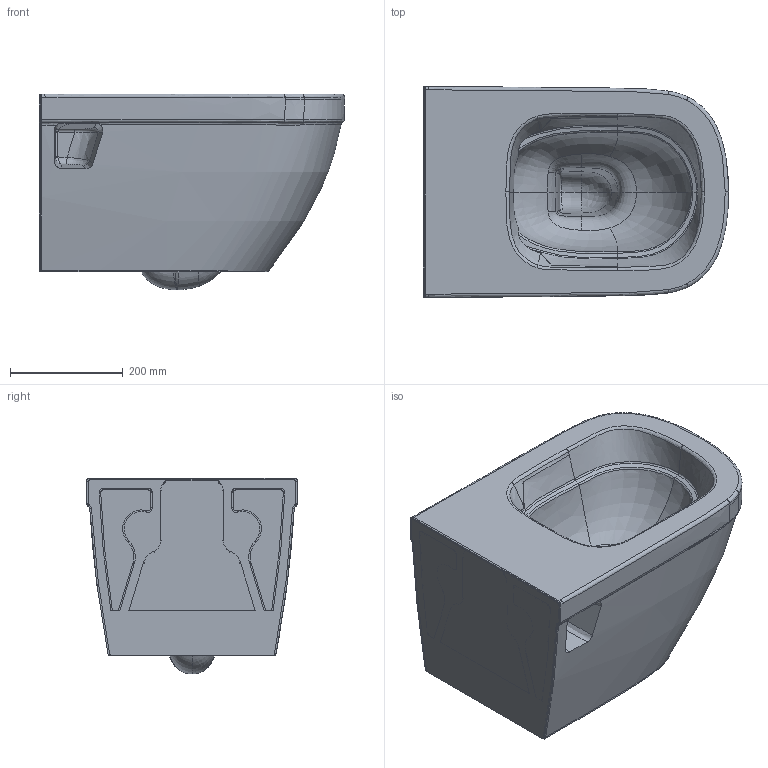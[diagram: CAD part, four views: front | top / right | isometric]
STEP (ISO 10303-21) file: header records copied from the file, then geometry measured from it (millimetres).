
FILE_DESCRIPTION(/* description */ ('Unknown'),/* implementation_level */ '2;1');
FILE_NAME(/* name */ '39538000',/* time_stamp */ '2022-09-07T14:06:45+02:00',/* author */ ('Unknown'),/* organization */ ('GROHE AG'),/* preprocessor_version */ 'ST-DEVELOPER v16.7',/* originating_system */ 'DEX',/* authorisation */ $);
FILE_SCHEMA (('AUTOMOTIVE_DESIGN {1 0 10303 214 3 1 1}'));
Products named in the file (2): 39538000; 1
Assembly tree (1 placements, depth 2):
  39538000
    1
Bounding box: 541.68 x 374.83 x 347.52 mm (x, y, z)
Volume: 33942300.3 mm3; surface area: 1529602.7 mm2
Topology: 1 solids, 4 shells, 710 faces, 1771 edges, 1044 vertices
Faces by surface type: bspline 560, cylinder 70, plane 45, torus 21, cone 7, sphere 7
Entity records: 72589 total; most frequent: CARTESIAN_POINT 59953, ORIENTED_EDGE 3464, EDGE_CURVE 1732, DIRECTION 1233, B_SPLINE_CURVE_WITH_KNOTS 1164, VERTEX_POINT 1042, EDGE_LOOP 724, FACE_BOUND 724
